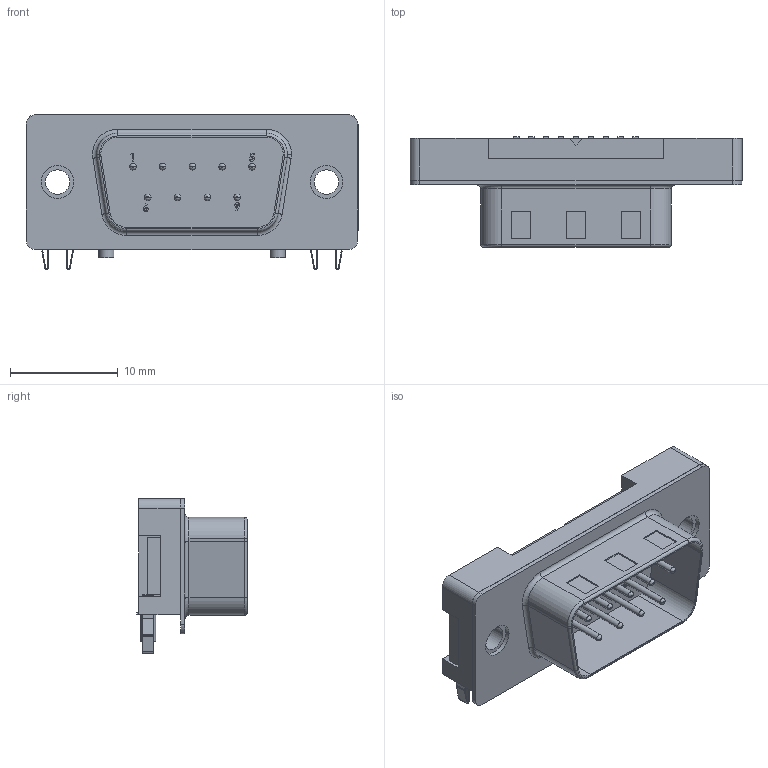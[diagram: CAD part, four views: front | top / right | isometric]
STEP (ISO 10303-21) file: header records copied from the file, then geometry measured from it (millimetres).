
FILE_DESCRIPTION(('FreeCAD Model'),'2;1');
FILE_NAME('Open CASCADE Shape Model','2023-04-21T15:41:18',( 'kicad StepUp'),('ksu MCAD'),'Open CASCADE STEP processor 7.6', 'FreeCAD','Unknown');
FILE_SCHEMA(('AUTOMOTIVE_DESIGN { 1 0 10303 214 1 1 1 1 }'));
Length unit declared in the file: millimetre
Products named in the file (1): Conn_plug_190-009-163
Bounding box: 30.86 x 10.26 x 14.4 mm (x, y, z)
Volume: 1380.7 mm3; surface area: 2057.1 mm2
Topology: 1 solids, 1 shells, 359 faces, 963 edges, 607 vertices
Faces by surface type: plane 225, cylinder 82, bspline 24, revolution 18, torus 10
Entity records: 12320 total; most frequent: CARTESIAN_POINT 3390, ORIENTED_EDGE 1890, DIRECTION 1764, EDGE_CURVE 945, LINE 684, VECTOR 684, VERTEX_POINT 607, AXIS2_PLACEMENT_3D 531
